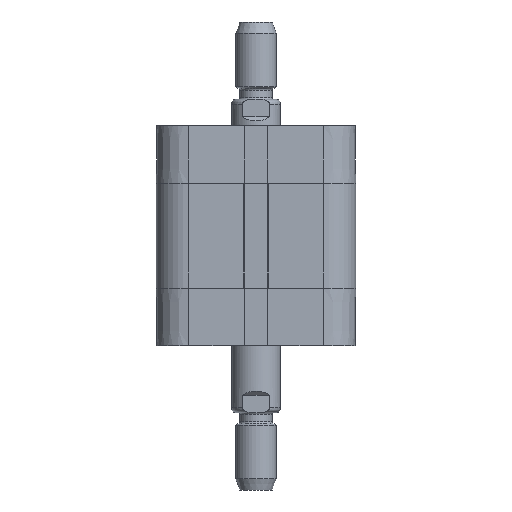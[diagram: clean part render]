
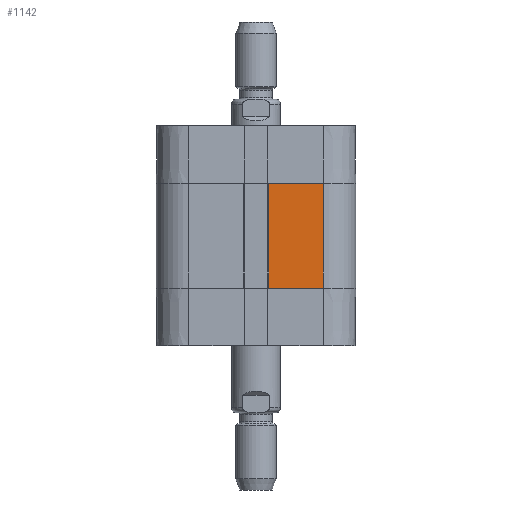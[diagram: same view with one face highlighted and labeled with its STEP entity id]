
A CAD part, left-side view. The second image highlights one B-rep face of the part: STEP entity #1142.
In plain terms, the highlighted face is planar.
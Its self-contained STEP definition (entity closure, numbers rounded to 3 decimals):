
#477=CARTESIAN_POINT('',(24.5,16.5,0.0));
#478=VERTEX_POINT('',#477);
#486=CARTESIAN_POINT('',(24.5,3.1,0.0));
#487=VERTEX_POINT('',#486);
#488=CARTESIAN_POINT('',(24.5,16.5,0.0));
#489=DIRECTION('',(0.0,-1.0,0.0));
#490=VECTOR('',#489,13.4);
#491=LINE('',#488,#490);
#492=EDGE_CURVE('',#478,#487,#491,.T.);
#1093=CARTESIAN_POINT('',(24.5,3.1,25.8));
#1094=VERTEX_POINT('',#1093);
#1095=CARTESIAN_POINT('',(24.5,3.1,0.0));
#1096=DIRECTION('',(0.0,0.0,1.0));
#1097=VECTOR('',#1096,25.8);
#1098=LINE('',#1095,#1097);
#1099=EDGE_CURVE('',#487,#1094,#1098,.T.);
#1119=CARTESIAN_POINT('',(24.5,16.5,0.0));
#1120=DIRECTION('',(1.0,0.0,0.0));
#1121=DIRECTION('',(0.0,0.0,-1.0));
#1122=AXIS2_PLACEMENT_3D('',#1119,#1120,#1121);
#1123=PLANE('',#1122);
#1124=ORIENTED_EDGE('',*,*,#1099,.F.);
#1125=ORIENTED_EDGE('',*,*,#492,.F.);
#1126=CARTESIAN_POINT('',(24.5,16.5,25.8));
#1127=VERTEX_POINT('',#1126);
#1128=CARTESIAN_POINT('',(24.5,16.5,0.0));
#1129=DIRECTION('',(0.0,0.0,1.0));
#1130=VECTOR('',#1129,25.8);
#1131=LINE('',#1128,#1130);
#1132=EDGE_CURVE('',#478,#1127,#1131,.T.);
#1133=ORIENTED_EDGE('',*,*,#1132,.T.);
#1134=CARTESIAN_POINT('',(24.5,16.5,25.8));
#1135=DIRECTION('',(0.0,-1.0,0.0));
#1136=VECTOR('',#1135,13.4);
#1137=LINE('',#1134,#1136);
#1138=EDGE_CURVE('',#1127,#1094,#1137,.T.);
#1139=ORIENTED_EDGE('',*,*,#1138,.T.);
#1140=EDGE_LOOP('',(#1124,#1125,#1133,#1139));
#1141=FACE_OUTER_BOUND('',#1140,.T.);
#1142=ADVANCED_FACE('',(#1141),#1123,.T.);
